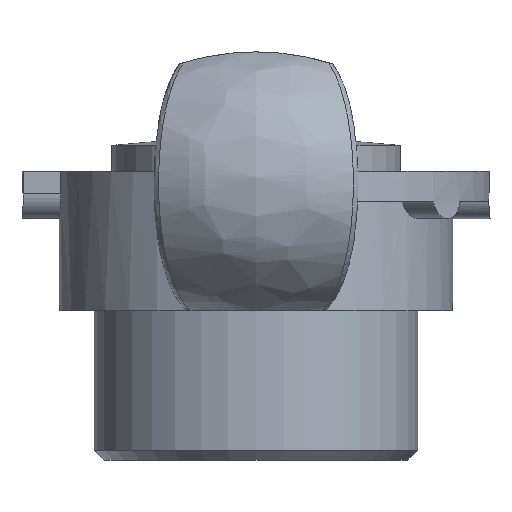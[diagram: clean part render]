
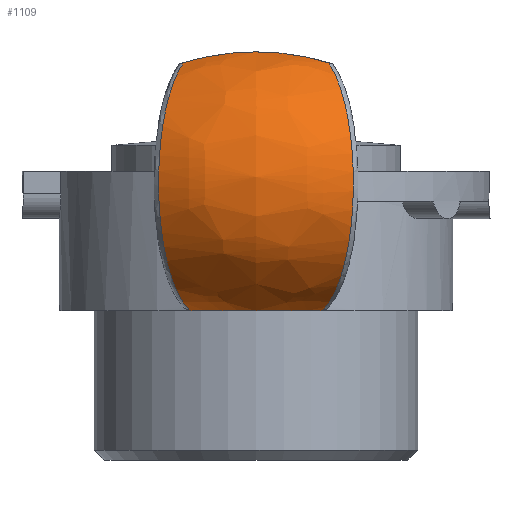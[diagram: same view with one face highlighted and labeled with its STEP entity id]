
A CAD part, left-side view. The second image highlights one B-rep face of the part: STEP entity #1109.
In plain terms, the highlighted free-form (B-spline) face has degree [2, 2] with [5, 3] control points.
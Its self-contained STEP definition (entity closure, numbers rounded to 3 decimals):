
#22=(
BOUNDED_SURFACE()
B_SPLINE_SURFACE(2,2,((#2232,#2233,#2234),(#2235,#2236,#2237),(#2238,#2239,
#2240),(#2241,#2242,#2243),(#2244,#2245,#2246)),.UNSPECIFIED.,.F.,.F.,.F.)
B_SPLINE_SURFACE_WITH_KNOTS((3,2,3),(3,3),(-1.256,0.045,
1.347),(-0.671,0.671),.UNSPECIFIED.)
GEOMETRIC_REPRESENTATION_ITEM()
RATIONAL_B_SPLINE_SURFACE(((1.,0.783,1.),(0.796,0.623,
0.796),(1.,0.783,1.),(0.796,0.623,
0.796),(1.,0.783,1.)))
REPRESENTATION_ITEM('')
SURFACE()
);
#50=B_SPLINE_CURVE_WITH_KNOTS('',3,(#2096,#2097,#2098,#2099,#2100,#2101),
 .UNSPECIFIED.,.F.,.F.,(4,2,4),(4.941,5.102,5.647),
 .UNSPECIFIED.);
#53=B_SPLINE_CURVE_WITH_KNOTS('',3,(#2133,#2134,#2135,#2136,#2137,#2138),
 .UNSPECIFIED.,.F.,.F.,(4,2,4),(5.647,6.192,6.354),
 .UNSPECIFIED.);
#57=B_SPLINE_CURVE_WITH_KNOTS('',3,(#2221,#2222,#2223,#2224,#2225,#2226,
#2227,#2228,#2229,#2230,#2231),.UNSPECIFIED.,.F.,.F.,(4,1,1,1,1,1,1,1,4),
(-3.228,-3.048,-2.932,-2.005,
-1.541,-1.077,-0.613,-0.498,
-0.259),.UNSPECIFIED.);
#58=B_SPLINE_CURVE_WITH_KNOTS('',3,(#2247,#2248,#2249,#2250,#2251,#2252,
#2253,#2254,#2255,#2256),.UNSPECIFIED.,.F.,.F.,(4,1,1,1,1,1,1,4),(-3.687,
-3.332,-2.869,-2.405,-1.941,
-1.477,-1.013,-0.717),.UNSPECIFIED.);
#142=FACE_OUTER_BOUND('',#207,.T.);
#207=EDGE_LOOP('',(#807,#808,#809,#810,#811));
#372=CIRCLE('',#1192,10.676);
#440=VERTEX_POINT('',#1647);
#441=VERTEX_POINT('',#1658);
#480=VERTEX_POINT('',#2085);
#482=VERTEX_POINT('',#2095);
#483=VERTEX_POINT('',#2117);
#556=EDGE_CURVE('',#441,#440,#372,.T.);
#605=EDGE_CURVE('',#482,#480,#50,.T.);
#608=EDGE_CURVE('',#480,#483,#53,.T.);
#612=EDGE_CURVE('',#482,#440,#57,.T.);
#613=EDGE_CURVE('',#441,#483,#58,.T.);
#807=ORIENTED_EDGE('',*,*,#556,.T.);
#808=ORIENTED_EDGE('',*,*,#612,.F.);
#809=ORIENTED_EDGE('',*,*,#605,.T.);
#810=ORIENTED_EDGE('',*,*,#608,.T.);
#811=ORIENTED_EDGE('',*,*,#613,.F.);
#1109=ADVANCED_FACE('',(#142),#22,.T.);
#1192=AXIS2_PLACEMENT_3D('',#1659,#1339,#1340);
#1339=DIRECTION('center_axis',(0.,0.,1.));
#1340=DIRECTION('ref_axis',(1.,0.,0.));
#1647=CARTESIAN_POINT('',(-19.861,-6.638,-12.838));
#1658=CARTESIAN_POINT('',(-19.861,6.638,-12.838));
#1659=CARTESIAN_POINT('Origin',(-11.5,0.,-12.838));
#2085=CARTESIAN_POINT('',(-21.,0.,13.162));
#2095=CARTESIAN_POINT('',(-21.724,-7.293,12.064));
#2096=CARTESIAN_POINT('Ctrl Pts',(-21.724,-7.293,12.064));
#2097=CARTESIAN_POINT('Ctrl Pts',(-21.705,-6.746,12.232));
#2098=CARTESIAN_POINT('Ctrl Pts',(-21.663,-6.19,12.382));
#2099=CARTESIAN_POINT('Ctrl Pts',(-21.41,-3.745,12.953));
#2100=CARTESIAN_POINT('Ctrl Pts',(-21.,-1.817,13.162));
#2101=CARTESIAN_POINT('Ctrl Pts',(-21.,0.,13.162));
#2117=CARTESIAN_POINT('',(-21.724,7.293,12.064));
#2133=CARTESIAN_POINT('Ctrl Pts',(-21.,0.,13.162));
#2134=CARTESIAN_POINT('Ctrl Pts',(-21.,1.817,13.162));
#2135=CARTESIAN_POINT('Ctrl Pts',(-21.41,3.745,12.953));
#2136=CARTESIAN_POINT('Ctrl Pts',(-21.663,6.19,12.382));
#2137=CARTESIAN_POINT('Ctrl Pts',(-21.705,6.746,12.232));
#2138=CARTESIAN_POINT('Ctrl Pts',(-21.724,7.293,12.064));
#2221=CARTESIAN_POINT('Ctrl Pts',(-21.724,-7.293,12.063));
#2222=CARTESIAN_POINT('Ctrl Pts',(-22.275,-7.485,11.781));
#2223=CARTESIAN_POINT('Ctrl Pts',(-23.151,-7.79,11.25));
#2224=CARTESIAN_POINT('Ctrl Pts',(-26.541,-8.962,8.623));
#2225=CARTESIAN_POINT('Ctrl Pts',(-29.24,-9.883,3.532));
#2226=CARTESIAN_POINT('Ctrl Pts',(-28.858,-9.753,-3.319));
#2227=CARTESIAN_POINT('Ctrl Pts',(-26.813,-9.053,-7.966));
#2228=CARTESIAN_POINT('Ctrl Pts',(-24.179,-8.147,-10.604));
#2229=CARTESIAN_POINT('Ctrl Pts',(-21.754,-7.304,-12.1));
#2230=CARTESIAN_POINT('Ctrl Pts',(-20.634,-6.912,-12.585));
#2231=CARTESIAN_POINT('Ctrl Pts',(-19.861,-6.638,-12.838));
#2232=CARTESIAN_POINT('Ctrl Pts',(-19.861,-6.638,-12.838));
#2233=CARTESIAN_POINT('Ctrl Pts',(-25.131,0.,-12.838));
#2234=CARTESIAN_POINT('Ctrl Pts',(-19.861,6.638,-12.838));
#2235=CARTESIAN_POINT('Ctrl Pts',(-27.516,-12.717,-9.659));
#2236=CARTESIAN_POINT('Ctrl Pts',(-37.613,0.,-9.659));
#2237=CARTESIAN_POINT('Ctrl Pts',(-27.516,12.717,-9.659));
#2238=CARTESIAN_POINT('Ctrl Pts',(-27.152,-12.428,0.61));
#2239=CARTESIAN_POINT('Ctrl Pts',(-37.02,0.,0.61));
#2240=CARTESIAN_POINT('Ctrl Pts',(-27.152,12.428,0.61));
#2241=CARTESIAN_POINT('Ctrl Pts',(-26.789,-12.139,10.878));
#2242=CARTESIAN_POINT('Ctrl Pts',(-36.427,0.,10.878));
#2243=CARTESIAN_POINT('Ctrl Pts',(-26.789,12.139,10.878));
#2244=CARTESIAN_POINT('Ctrl Pts',(-18.94,-5.907,13.162));
#2245=CARTESIAN_POINT('Ctrl Pts',(-23.63,0.,13.162));
#2246=CARTESIAN_POINT('Ctrl Pts',(-18.94,5.907,13.162));
#2247=CARTESIAN_POINT('Ctrl Pts',(-19.861,6.638,-12.837));
#2248=CARTESIAN_POINT('Ctrl Pts',(-21.012,7.045,-12.461));
#2249=CARTESIAN_POINT('Ctrl Pts',(-23.567,7.936,-11.215));
#2250=CARTESIAN_POINT('Ctrl Pts',(-26.814,9.053,-7.963));
#2251=CARTESIAN_POINT('Ctrl Pts',(-28.862,9.754,-3.314));
#2252=CARTESIAN_POINT('Ctrl Pts',(-29.135,9.848,1.809));
#2253=CARTESIAN_POINT('Ctrl Pts',(-27.593,9.32,6.678));
#2254=CARTESIAN_POINT('Ctrl Pts',(-24.84,8.375,10.122));
#2255=CARTESIAN_POINT('Ctrl Pts',(-22.633,7.61,11.599));
#2256=CARTESIAN_POINT('Ctrl Pts',(-21.724,7.293,12.063));
